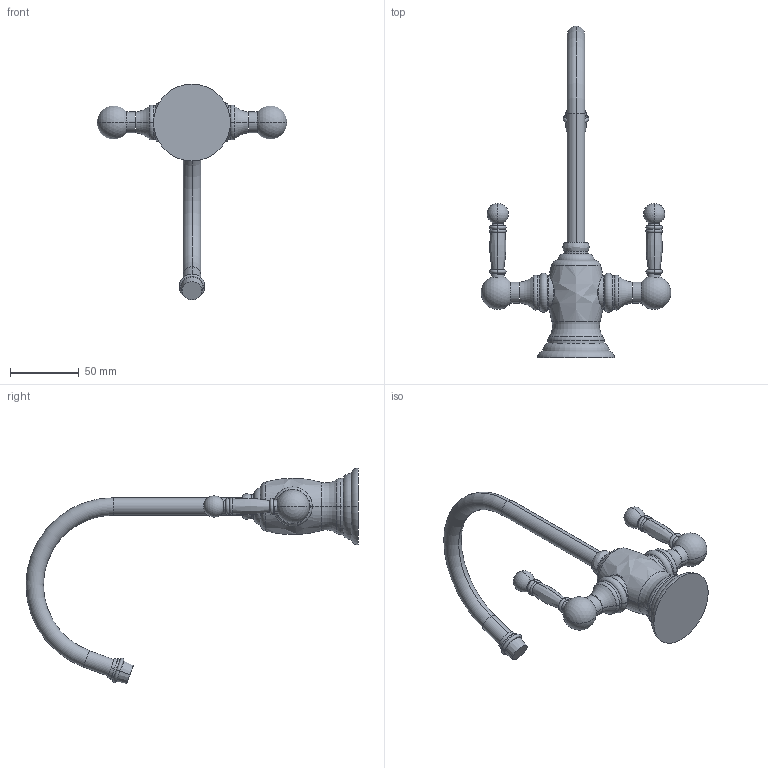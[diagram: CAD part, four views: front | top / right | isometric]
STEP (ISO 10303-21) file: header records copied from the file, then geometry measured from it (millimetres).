
FILE_DESCRIPTION((''),'2;1');
FILE_NAME('107','2021-04-21T11:55:31',('jinson.thomas'),(''),'CREO PARAMETRIC BY PTC INC, 2018400','CREO PARAMETRIC BY PTC INC, 2018400','');
FILE_SCHEMA(('CONFIG_CONTROL_DESIGN'));
Length unit declared in the file: inch
Products named in the file (1): 107
Bounding box: 138.08 x 241.48 x 157.02 mm (x, y, z)
Volume: 177420.7 mm3; surface area: 37436.7 mm2
Topology: 1 solids, 1 shells, 126 faces, 270 edges, 152 vertices
Faces by surface type: torus 56, cylinder 30, plane 16, bspline 8, sphere 8, cone 8
Entity records: 3659 total; most frequent: CARTESIAN_POINT 801, DIRECTION 710, ORIENTED_EDGE 524, AXIS2_PLACEMENT_3D 334, EDGE_CURVE 262, CIRCLE 216, VERTEX_POINT 152, EDGE_LOOP 140
